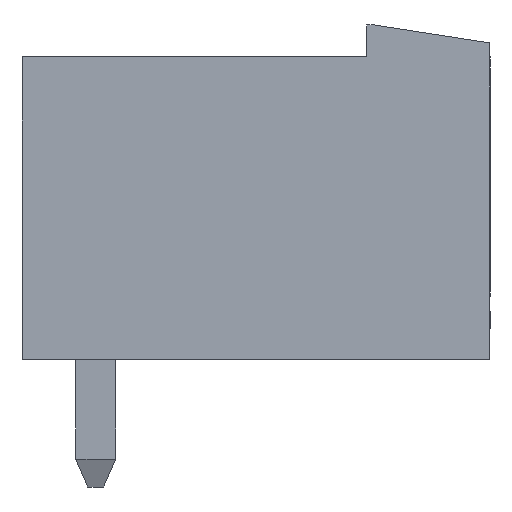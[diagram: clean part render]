
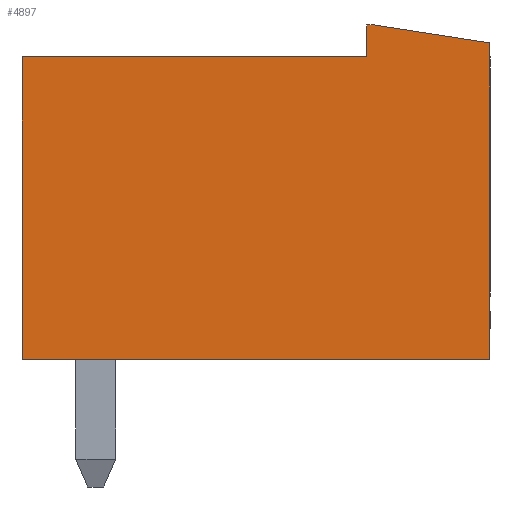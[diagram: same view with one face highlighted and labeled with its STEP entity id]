
A CAD part, left-side view. The second image highlights one B-rep face of the part: STEP entity #4897.
In plain terms, the highlighted planar face has unit normal (-1, 0, 0).
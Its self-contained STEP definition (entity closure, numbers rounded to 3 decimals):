
#4886=AXIS2_PLACEMENT_3D('Plane Axis2P3D',#4883,#4884,#4885) ;
#434=CARTESIAN_POINT('Vertex',(0.,0.,11.15)) ;
#437=CARTESIAN_POINT('Line Origine',(0.,0.,7.175)) ;
#441=CARTESIAN_POINT('Vertex',(0.,0.,3.2)) ;
#1979=CARTESIAN_POINT('Vertex',(0.,2.9,11.6)) ;
#1982=CARTESIAN_POINT('Line Origine',(0.,1.45,11.375)) ;
#2010=CARTESIAN_POINT('Vertex',(0.,3.1,11.6)) ;
#2013=CARTESIAN_POINT('Line Origine',(0.,3.,11.6)) ;
#2433=CARTESIAN_POINT('Vertex',(0.,3.1,10.8)) ;
#2436=CARTESIAN_POINT('Line Origine',(0.,3.1,11.2)) ;
#2576=CARTESIAN_POINT('Vertex',(0.,11.75,10.8)) ;
#2579=CARTESIAN_POINT('Line Origine',(0.,7.425,10.8)) ;
#3648=CARTESIAN_POINT('Vertex',(0.,11.75,3.2)) ;
#3653=CARTESIAN_POINT('Line Origine',(0.,11.75,7.)) ;
#4169=CARTESIAN_POINT('Line Origine',(0.,5.875,3.2)) ;
#4883=CARTESIAN_POINT('Axis2P3D Location',(0.,0.,0.)) ;
#438=DIRECTION('Vector Direction',(0.,0.,-1.)) ;
#1983=DIRECTION('Vector Direction',(0.,-0.988,-0.153)) ;
#2014=DIRECTION('Vector Direction',(0.,-1.,0.)) ;
#2437=DIRECTION('Vector Direction',(0.,0.,1.)) ;
#2580=DIRECTION('Vector Direction',(0.,-1.,0.)) ;
#3654=DIRECTION('Vector Direction',(0.,0.,1.)) ;
#4170=DIRECTION('Vector Direction',(0.,1.,0.)) ;
#4884=DIRECTION('Axis2P3D Direction',(-1.,0.,0.)) ;
#4885=DIRECTION('Axis2P3D XDirection',(0.,-1.,0.)) ;
#439=VECTOR('Line Direction',#438,1.) ;
#1984=VECTOR('Line Direction',#1983,1.) ;
#2015=VECTOR('Line Direction',#2014,1.) ;
#2438=VECTOR('Line Direction',#2437,1.) ;
#2581=VECTOR('Line Direction',#2580,1.) ;
#3655=VECTOR('Line Direction',#3654,1.) ;
#4171=VECTOR('Line Direction',#4170,1.) ;
#4889=ORIENTED_EDGE('',*,*,#443,.T.) ;
#4890=ORIENTED_EDGE('',*,*,#1986,.T.) ;
#4891=ORIENTED_EDGE('',*,*,#2017,.T.) ;
#4892=ORIENTED_EDGE('',*,*,#2440,.T.) ;
#4893=ORIENTED_EDGE('',*,*,#2583,.T.) ;
#4894=ORIENTED_EDGE('',*,*,#3657,.T.) ;
#4895=ORIENTED_EDGE('',*,*,#4173,.T.) ;
#4897=ADVANCED_FACE('HOUSING',(#4896),#4887,.T.) ;
#443=EDGE_CURVE('',#442,#435,#440,.F.) ;
#1986=EDGE_CURVE('',#435,#1980,#1985,.F.) ;
#2017=EDGE_CURVE('',#1980,#2011,#2016,.F.) ;
#2440=EDGE_CURVE('',#2011,#2434,#2439,.F.) ;
#2583=EDGE_CURVE('',#2434,#2577,#2582,.F.) ;
#3657=EDGE_CURVE('',#2577,#3649,#3656,.F.) ;
#4173=EDGE_CURVE('',#3649,#442,#4172,.F.) ;
#4888=EDGE_LOOP('',(#4889,#4890,#4891,#4892,#4893,#4894,#4895)) ;
#4896=FACE_OUTER_BOUND('',#4888,.T.) ;
#440=LINE('Line',#437,#439) ;
#1985=LINE('Line',#1982,#1984) ;
#2016=LINE('Line',#2013,#2015) ;
#2439=LINE('Line',#2436,#2438) ;
#2582=LINE('Line',#2579,#2581) ;
#3656=LINE('Line',#3653,#3655) ;
#4172=LINE('Line',#4169,#4171) ;
#4887=PLANE('',#4886) ;
#435=VERTEX_POINT('',#434) ;
#442=VERTEX_POINT('',#441) ;
#1980=VERTEX_POINT('',#1979) ;
#2011=VERTEX_POINT('',#2010) ;
#2434=VERTEX_POINT('',#2433) ;
#2577=VERTEX_POINT('',#2576) ;
#3649=VERTEX_POINT('',#3648) ;
